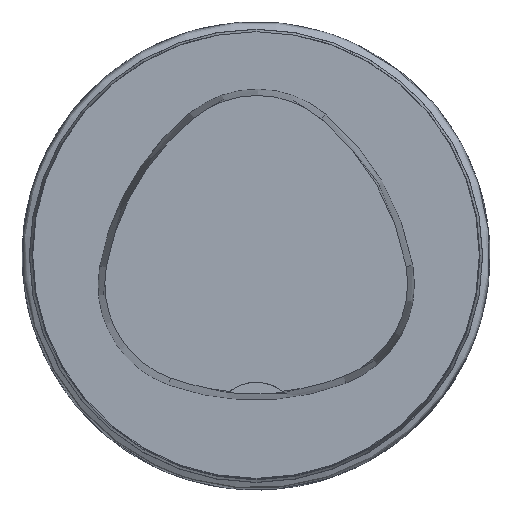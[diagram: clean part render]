
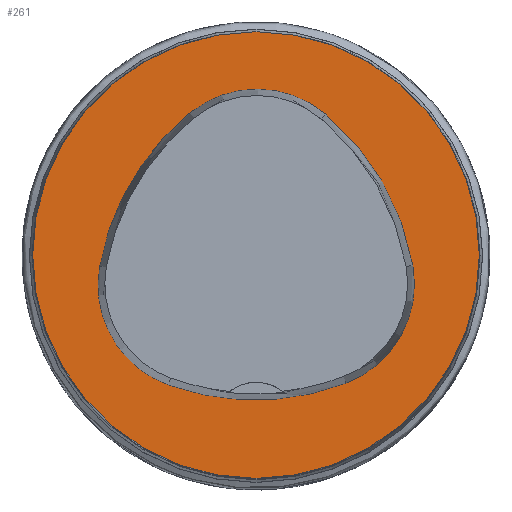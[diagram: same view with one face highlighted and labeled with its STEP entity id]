
A CAD part, top view. The second image highlights one B-rep face of the part: STEP entity #261.
In plain terms, the highlighted planar face has unit normal (0, 0, 1).
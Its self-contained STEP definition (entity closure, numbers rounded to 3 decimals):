
#228=FACE_BOUND('',#373,.T.);
#229=FACE_BOUND('',#374,.T.);
#261=ADVANCED_FACE('',(#228,#229),#281,.T.);
#281=PLANE('',#877);
#373=EDGE_LOOP('',(#486,#487,#488,#489,#490,#491));
#374=EDGE_LOOP('',(#492));
#486=ORIENTED_EDGE('',*,*,#646,.T.);
#487=ORIENTED_EDGE('',*,*,#626,.T.);
#488=ORIENTED_EDGE('',*,*,#630,.T.);
#489=ORIENTED_EDGE('',*,*,#633,.T.);
#490=ORIENTED_EDGE('',*,*,#636,.T.);
#491=ORIENTED_EDGE('',*,*,#644,.T.);
#492=ORIENTED_EDGE('',*,*,#617,.F.);
#561=VERTEX_POINT('',#1230);
#570=VERTEX_POINT('',#1249);
#571=VERTEX_POINT('',#1250);
#574=VERTEX_POINT('',#1258);
#576=VERTEX_POINT('',#1264);
#578=VERTEX_POINT('',#1270);
#585=VERTEX_POINT('',#1291);
#617=EDGE_CURVE('',#561,#561,#680,.T.);
#626=EDGE_CURVE('',#570,#571,#681,.T.);
#630=EDGE_CURVE('',#571,#574,#683,.T.);
#633=EDGE_CURVE('',#574,#576,#685,.T.);
#636=EDGE_CURVE('',#576,#578,#687,.T.);
#644=EDGE_CURVE('',#578,#585,#691,.T.);
#646=EDGE_CURVE('',#585,#570,#693,.T.);
#680=CIRCLE('',#849,31.5);
#681=CIRCLE('',#855,36.);
#683=CIRCLE('',#858,15.);
#685=CIRCLE('',#861,36.);
#687=CIRCLE('',#864,15.);
#691=CIRCLE('',#869,36.);
#693=CIRCLE('',#872,15.);
#849=AXIS2_PLACEMENT_3D('',#1229,#1015,#1016);
#855=AXIS2_PLACEMENT_3D('',#1248,#1031,#1032);
#858=AXIS2_PLACEMENT_3D('',#1257,#1039,#1040);
#861=AXIS2_PLACEMENT_3D('',#1263,#1046,#1047);
#864=AXIS2_PLACEMENT_3D('',#1269,#1053,#1054);
#869=AXIS2_PLACEMENT_3D('',#1292,#1065,#1066);
#872=AXIS2_PLACEMENT_3D('',#1295,#1071,#1072);
#877=AXIS2_PLACEMENT_3D('',#1300,#1081,#1082);
#1015=DIRECTION('',(0.,0.,-1.));
#1016=DIRECTION('',(-1.,0.,0.));
#1031=DIRECTION('',(0.,0.,-1.));
#1032=DIRECTION('',(-1.,0.,0.));
#1039=DIRECTION('',(0.,0.,-1.));
#1040=DIRECTION('',(-1.,0.,0.));
#1046=DIRECTION('',(0.,0.,-1.));
#1047=DIRECTION('',(-1.,0.,0.));
#1053=DIRECTION('',(0.,0.,-1.));
#1054=DIRECTION('',(-1.,0.,0.));
#1065=DIRECTION('',(0.,0.,-1.));
#1066=DIRECTION('',(-1.,0.,0.));
#1071=DIRECTION('',(0.,0.,-1.));
#1072=DIRECTION('',(-1.,0.,0.));
#1081=DIRECTION('',(0.,0.,1.));
#1082=DIRECTION('',(1.,0.,0.));
#1229=CARTESIAN_POINT('',(0.,0.,0.));
#1230=CARTESIAN_POINT('',(-31.5,0.,0.));
#1248=CARTESIAN_POINT('',(13.398,-7.893,0.));
#1249=CARTESIAN_POINT('',(-22.041,-1.562,0.));
#1250=CARTESIAN_POINT('',(-9.317,20.036,0.));
#1257=CARTESIAN_POINT('',(0.148,8.399,0.));
#1258=CARTESIAN_POINT('',(9.779,19.898,0.));
#1263=CARTESIAN_POINT('',(-13.337,-7.7,0.));
#1264=CARTESIAN_POINT('',(22.122,-1.48,0.));
#1269=CARTESIAN_POINT('',(7.347,-4.071,0.));
#1270=CARTESIAN_POINT('',(12.693,-18.087,0.));
#1291=CARTESIAN_POINT('',(-12.373,-18.307,0.));
#1292=CARTESIAN_POINT('',(-0.137,15.55,0.));
#1295=CARTESIAN_POINT('',(-7.275,-4.2,0.));
#1300=CARTESIAN_POINT('',(0.,0.,0.));
